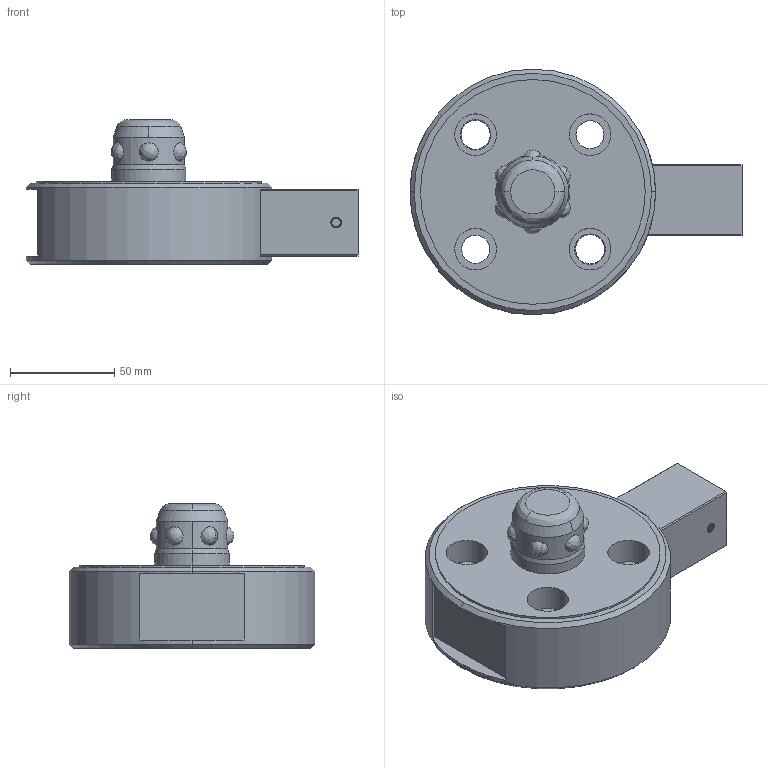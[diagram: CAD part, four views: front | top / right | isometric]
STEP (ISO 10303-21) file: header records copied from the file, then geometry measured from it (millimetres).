
FILE_DESCRIPTION (( 'STEP AP214' ), '1' );
FILE_NAME ('EH 1990.102.STEP', '2006-10-06T07:06:00', ( 'John Doe' ), ( 'none' ), 'SwSTEP 2.0', 'SolidWorks 2002296', '' );
FILE_SCHEMA (( 'AUTOMOTIVE_DESIGN' ));
Length unit declared in the file: millimetre
Products named in the file (3): EH 1990.102; Imported4; Imported5
Assembly tree (2 placements, depth 2):
  EH 1990.102
    Imported5
    Imported4
Bounding box: 159.5 x 118 x 69.5 mm (x, y, z)
Volume: 463960 mm3; surface area: 57252.5 mm2
Topology: 2 solids, 2 shells, 610 faces, 1407 edges, 810 vertices
Faces by surface type: bspline 227, cone 224, cylinder 130, plane 29
Entity records: 27065 total; most frequent: CARTESIAN_POINT 6669, DIRECTION 3154, ORIENTED_EDGE 2806, EDGE_CURVE 1403, AXIS2_PLACEMENT_3D 1377, CIRCLE 989, VERTEX_POINT 810, EDGE_LOOP 631
